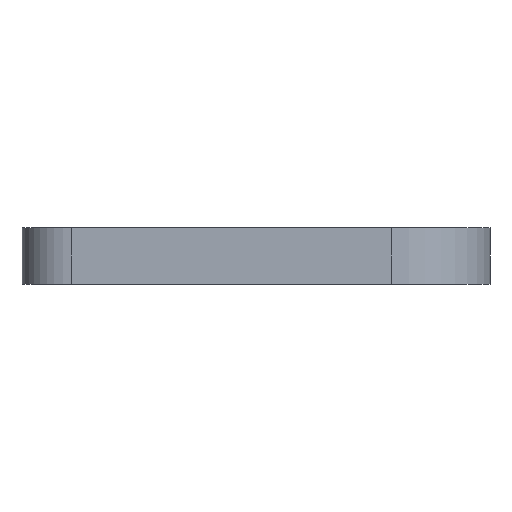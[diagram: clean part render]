
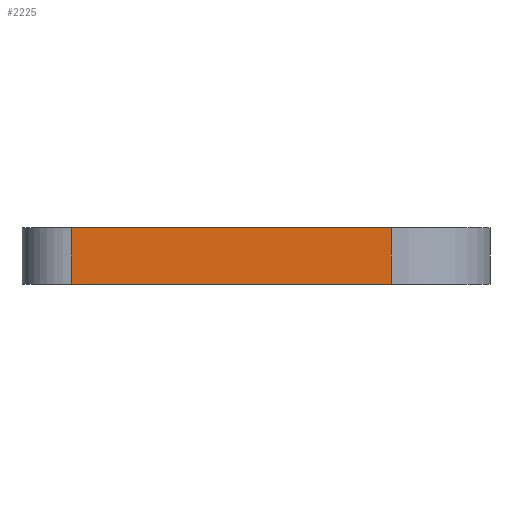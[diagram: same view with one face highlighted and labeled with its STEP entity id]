
A CAD part, left-side view. The second image highlights one B-rep face of the part: STEP entity #2225.
In plain terms, the highlighted planar face has unit normal (-1, 0, 0).
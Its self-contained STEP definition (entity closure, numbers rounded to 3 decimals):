
#27 = VERTEX_POINT ( 'NONE', #2421 ) ;
#165 = AXIS2_PLACEMENT_3D ( 'NONE', #3270, #5018, #1450 ) ;
#439 = VECTOR ( 'NONE', #4846, 1000. ) ;
#527 = VECTOR ( 'NONE', #2314, 1000. ) ;
#877 = CARTESIAN_POINT ( 'NONE',  ( 396.142, -153.961, 5.7 ) ) ;
#982 = ORIENTED_EDGE ( 'NONE', *, *, #4140, .F. ) ;
#1081 = ORIENTED_EDGE ( 'NONE', *, *, #1581, .F. ) ;
#1091 = EDGE_CURVE ( 'NONE', #2272, #4260, #1833, .T. ) ;
#1450 = DIRECTION ( 'NONE',  ( 0., 0., -1. ) ) ;
#1492 = CARTESIAN_POINT ( 'NONE',  ( 396.142, -148.961, 0. ) ) ;
#1581 = EDGE_CURVE ( 'NONE', #2272, #27, #3223, .T. ) ;
#1833 = LINE ( 'NONE', #2724, #527 ) ;
#2225 = ADVANCED_FACE ( 'NONE', ( #4193 ), #5559, .F. ) ;
#2270 = EDGE_LOOP ( 'NONE', ( #1081, #4434, #4759, #982 ) ) ;
#2272 = VERTEX_POINT ( 'NONE', #877 ) ;
#2306 = DIRECTION ( 'NONE',  ( 0., -1., 0. ) ) ;
#2314 = DIRECTION ( 'NONE',  ( 0., 0., -1. ) ) ;
#2421 = CARTESIAN_POINT ( 'NONE',  ( 396.142, -186.461, 5.7 ) ) ;
#2724 = CARTESIAN_POINT ( 'NONE',  ( 396.142, -153.961, 4.5 ) ) ;
#3046 = LINE ( 'NONE', #3076, #439 ) ;
#3076 = CARTESIAN_POINT ( 'NONE',  ( 396.142, -186.461, 4.5 ) ) ;
#3223 = LINE ( 'NONE', #5424, #4809 ) ;
#3267 = EDGE_CURVE ( 'NONE', #4260, #4347, #5181, .T. ) ;
#3270 = CARTESIAN_POINT ( 'NONE',  ( 396.142, -148.961, 4.5 ) ) ;
#3372 = DIRECTION ( 'NONE',  ( 0., -1., 0. ) ) ;
#3852 = CARTESIAN_POINT ( 'NONE',  ( 396.142, -186.461, 0. ) ) ;
#3912 = VECTOR ( 'NONE', #3372, 1000. ) ;
#4140 = EDGE_CURVE ( 'NONE', #27, #4347, #3046, .T. ) ;
#4193 = FACE_OUTER_BOUND ( 'NONE', #2270, .T. ) ;
#4260 = VERTEX_POINT ( 'NONE', #5457 ) ;
#4347 = VERTEX_POINT ( 'NONE', #3852 ) ;
#4434 = ORIENTED_EDGE ( 'NONE', *, *, #1091, .T. ) ;
#4759 = ORIENTED_EDGE ( 'NONE', *, *, #3267, .T. ) ;
#4809 = VECTOR ( 'NONE', #2306, 1000. ) ;
#4846 = DIRECTION ( 'NONE',  ( 0., 0., -1. ) ) ;
#5018 = DIRECTION ( 'NONE',  ( 1., 0., 0. ) ) ;
#5181 = LINE ( 'NONE', #1492, #3912 ) ;
#5424 = CARTESIAN_POINT ( 'NONE',  ( 396.142, -148.961, 5.7 ) ) ;
#5457 = CARTESIAN_POINT ( 'NONE',  ( 396.142, -153.961, 0. ) ) ;
#5559 = PLANE ( 'NONE',  #165 ) ;
